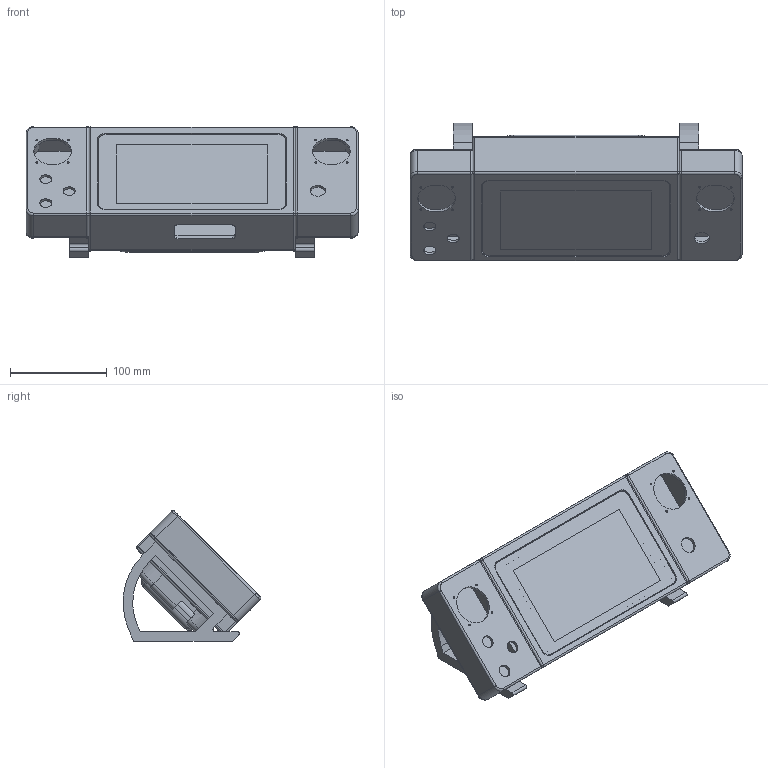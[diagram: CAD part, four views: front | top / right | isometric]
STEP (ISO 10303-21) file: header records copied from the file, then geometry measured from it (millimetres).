
FILE_DESCRIPTION(/* description */ (''),/* implementation_level */ '2;1');
FILE_NAME(/* name */ '5d2ba486-c349-4518-9505-5f39d7585173.stp',/* time_stamp */ '2020-12-03T20:15:22+00:00',/* author */ (''),/* organization */ (''),/* preprocessor_version */ 'ST-DEVELOPER v18.1',/* originating_system */ 'Autodesk Translation Framework v9.7.1.1290',/* authorisation */ '');
FILE_SCHEMA (('AUTOMOTIVE_DESIGN { 1 0 10303 214 3 1 1 }'));
Length unit declared in the file: millimetre
Products named in the file (1): Remote
Bounding box: 343 x 142.22 x 135.21 mm (x, y, z)
Volume: 1069181.9 mm3; surface area: 432907.6 mm2
Topology: 13 solids, 13 shells, 413 faces, 1025 edges, 639 vertices
Faces by surface type: plane 205, cylinder 158, sphere 16, cone 14, torus 12, bspline 8
Full cylindrical faces by diameter (mm): 2 x8, 2.8 x36, 4 x4, 4.5 x8, 12.5 x3, 16 x1, 39 x2
Entity records: 12806 total; most frequent: CARTESIAN_POINT 2550, DIRECTION 2161, ORIENTED_EDGE 2034, EDGE_CURVE 1017, AXIS2_PLACEMENT_3D 754, LINE 653, VECTOR 653, VERTEX_POINT 639
